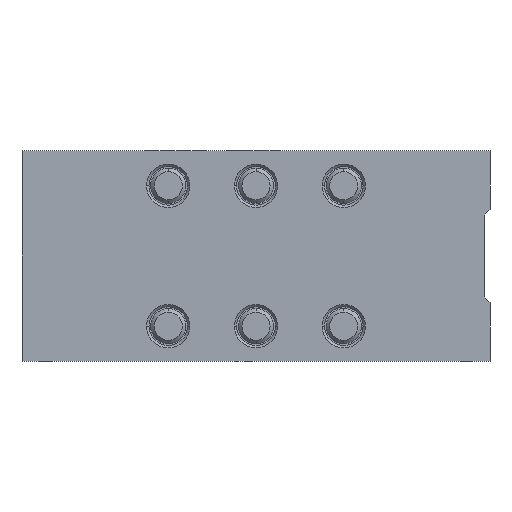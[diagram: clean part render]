
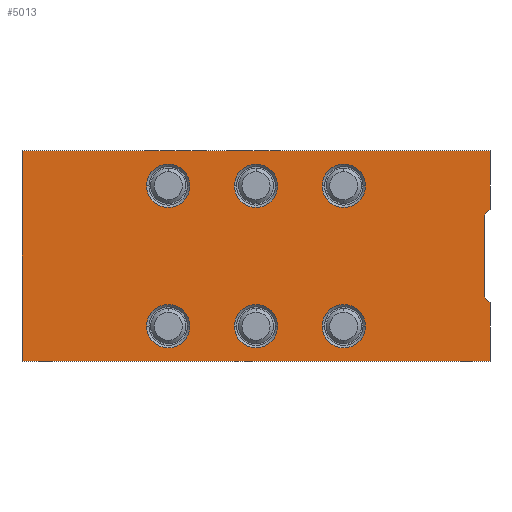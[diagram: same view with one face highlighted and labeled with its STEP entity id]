
A CAD part, front view. The second image highlights one B-rep face of the part: STEP entity #5013.
In plain terms, the highlighted planar face has unit normal (0, -1, 0).
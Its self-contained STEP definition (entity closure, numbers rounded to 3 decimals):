
#2=DIRECTION('',(-0.707,0.,0.707));
#3=VECTOR('',#2,7.071);
#4=CARTESIAN_POINT('',(200.,0.,-40.));
#5=LINE('',#4,#3);
#6=DIRECTION('',(0.,0.,-1.));
#7=VECTOR('',#6,50.);
#8=CARTESIAN_POINT('',(200.,0.,-40.));
#9=LINE('',#8,#7);
#10=DIRECTION('',(-1.,0.,0.));
#11=VECTOR('',#10,400.);
#12=CARTESIAN_POINT('',(200.,0.,-90.));
#13=LINE('',#12,#11);
#14=DIRECTION('',(0.,0.,1.));
#15=VECTOR('',#14,180.);
#16=CARTESIAN_POINT('',(-200.,0.,-90.));
#17=LINE('',#16,#15);
#18=DIRECTION('',(1.,0.,0.));
#19=VECTOR('',#18,400.);
#20=CARTESIAN_POINT('',(-200.,0.,90.));
#21=LINE('',#20,#19);
#22=DIRECTION('',(0.,0.,-1.));
#23=VECTOR('',#22,50.);
#24=CARTESIAN_POINT('',(200.,0.,90.));
#25=LINE('',#24,#23);
#26=DIRECTION('',(0.707,0.,0.707));
#27=VECTOR('',#26,7.071);
#28=CARTESIAN_POINT('',(195.,0.,35.));
#29=LINE('',#28,#27);
#30=DIRECTION('',(0.,0.,1.));
#31=VECTOR('',#30,70.);
#32=CARTESIAN_POINT('',(195.,0.,-35.));
#33=LINE('',#32,#31);
#3292=CARTESIAN_POINT('',(75.,0.,-60.));
#3293=DIRECTION('',(0.,1.,0.));
#3294=DIRECTION('',(1.,0.,0.));
#3295=AXIS2_PLACEMENT_3D('',#3292,#3293,#3294);
#3310=CARTESIAN_POINT('',(75.,0.,-60.));
#3311=DIRECTION('',(0.,1.,0.));
#3312=DIRECTION('',(-1.,0.,0.));
#3313=AXIS2_PLACEMENT_3D('',#3310,#3311,#3312);
#3374=CARTESIAN_POINT('',(75.,0.,60.));
#3375=DIRECTION('',(0.,1.,0.));
#3376=DIRECTION('',(1.,0.,0.));
#3377=AXIS2_PLACEMENT_3D('',#3374,#3375,#3376);
#3384=CARTESIAN_POINT('',(75.,0.,60.));
#3385=DIRECTION('',(0.,1.,0.));
#3386=DIRECTION('',(-1.,0.,0.));
#3387=AXIS2_PLACEMENT_3D('',#3384,#3385,#3386);
#3456=CARTESIAN_POINT('',(0.,0.,-60.));
#3457=DIRECTION('',(0.,1.,0.));
#3458=DIRECTION('',(1.,0.,0.));
#3459=AXIS2_PLACEMENT_3D('',#3456,#3457,#3458);
#3466=CARTESIAN_POINT('',(0.,0.,-60.));
#3467=DIRECTION('',(0.,1.,0.));
#3468=DIRECTION('',(-1.,0.,0.));
#3469=AXIS2_PLACEMENT_3D('',#3466,#3467,#3468);
#3538=CARTESIAN_POINT('',(0.,0.,60.));
#3539=DIRECTION('',(0.,1.,0.));
#3540=DIRECTION('',(1.,0.,0.));
#3541=AXIS2_PLACEMENT_3D('',#3538,#3539,#3540);
#3556=CARTESIAN_POINT('',(0.,0.,60.));
#3557=DIRECTION('',(0.,1.,0.));
#3558=DIRECTION('',(-1.,0.,0.));
#3559=AXIS2_PLACEMENT_3D('',#3556,#3557,#3558);
#3620=CARTESIAN_POINT('',(-75.,0.,-60.));
#3621=DIRECTION('',(0.,1.,0.));
#3622=DIRECTION('',(1.,0.,0.));
#3623=AXIS2_PLACEMENT_3D('',#3620,#3621,#3622);
#3630=CARTESIAN_POINT('',(-75.,0.,-60.));
#3631=DIRECTION('',(0.,1.,0.));
#3632=DIRECTION('',(-1.,0.,0.));
#3633=AXIS2_PLACEMENT_3D('',#3630,#3631,#3632);
#3702=CARTESIAN_POINT('',(-75.,0.,60.));
#3703=DIRECTION('',(0.,1.,0.));
#3704=DIRECTION('',(1.,0.,0.));
#3705=AXIS2_PLACEMENT_3D('',#3702,#3703,#3704);
#3712=CARTESIAN_POINT('',(-75.,0.,60.));
#3713=DIRECTION('',(0.,1.,0.));
#3714=DIRECTION('',(-1.,0.,0.));
#3715=AXIS2_PLACEMENT_3D('',#3712,#3713,#3714);
#3756=CARTESIAN_POINT('',(-200.,0.,90.));
#3757=CARTESIAN_POINT('',(200.,0.,90.));
#3758=VERTEX_POINT('',#3756);
#3759=VERTEX_POINT('',#3757);
#3760=CARTESIAN_POINT('',(200.,0.,-90.));
#3761=CARTESIAN_POINT('',(-200.,0.,-90.));
#3762=VERTEX_POINT('',#3760);
#3763=VERTEX_POINT('',#3761);
#3772=CARTESIAN_POINT('',(200.,0.,-40.));
#3773=CARTESIAN_POINT('',(195.,0.,-35.));
#3774=VERTEX_POINT('',#3772);
#3775=VERTEX_POINT('',#3773);
#3776=CARTESIAN_POINT('',(195.,0.,35.));
#3777=VERTEX_POINT('',#3776);
#3778=CARTESIAN_POINT('',(200.,0.,40.));
#3779=VERTEX_POINT('',#3778);
#3926=CARTESIAN_POINT('',(-56.5,0.,-60.));
#3927=CARTESIAN_POINT('',(-93.5,0.,-60.));
#3928=VERTEX_POINT('',#3926);
#3929=VERTEX_POINT('',#3927);
#3934=CARTESIAN_POINT('',(18.5,0.,-60.));
#3935=CARTESIAN_POINT('',(-18.5,0.,-60.));
#3936=VERTEX_POINT('',#3934);
#3937=VERTEX_POINT('',#3935);
#3942=CARTESIAN_POINT('',(56.5,0.,-60.));
#3943=CARTESIAN_POINT('',(93.5,0.,-60.));
#3944=VERTEX_POINT('',#3942);
#3945=VERTEX_POINT('',#3943);
#3950=CARTESIAN_POINT('',(93.5,0.,60.));
#3951=CARTESIAN_POINT('',(56.5,0.,60.));
#3952=VERTEX_POINT('',#3950);
#3953=VERTEX_POINT('',#3951);
#3958=CARTESIAN_POINT('',(-18.5,0.,60.));
#3959=CARTESIAN_POINT('',(18.5,0.,60.));
#3960=VERTEX_POINT('',#3958);
#3961=VERTEX_POINT('',#3959);
#3966=CARTESIAN_POINT('',(-56.5,0.,60.));
#3967=CARTESIAN_POINT('',(-93.5,0.,60.));
#3968=VERTEX_POINT('',#3966);
#3969=VERTEX_POINT('',#3967);
#4954=CARTESIAN_POINT('',(0.,0.,0.));
#4955=DIRECTION('',(0.,1.,0.));
#4956=DIRECTION('',(1.,0.,0.));
#4957=AXIS2_PLACEMENT_3D('',#4954,#4955,#4956);
#4958=PLANE('',#4957);
#4960=ORIENTED_EDGE('',*,*,#4959,.F.);
#4962=ORIENTED_EDGE('',*,*,#4961,.T.);
#4964=ORIENTED_EDGE('',*,*,#4963,.T.);
#4966=ORIENTED_EDGE('',*,*,#4965,.T.);
#4968=ORIENTED_EDGE('',*,*,#4967,.T.);
#4970=ORIENTED_EDGE('',*,*,#4969,.T.);
#4972=ORIENTED_EDGE('',*,*,#4971,.F.);
#4974=ORIENTED_EDGE('',*,*,#4973,.F.);
#4975=EDGE_LOOP('',(#4960,#4962,#4964,#4966,#4968,#4970,#4972,#4974));
#4976=FACE_OUTER_BOUND('',#4975,.F.);
#4978=ORIENTED_EDGE('',*,*,#4977,.F.);
#4980=ORIENTED_EDGE('',*,*,#4979,.F.);
#4981=EDGE_LOOP('',(#4978,#4980));
#4982=FACE_BOUND('',#4981,.F.);
#4984=ORIENTED_EDGE('',*,*,#4983,.F.);
#4986=ORIENTED_EDGE('',*,*,#4985,.F.);
#4987=EDGE_LOOP('',(#4984,#4986));
#4988=FACE_BOUND('',#4987,.F.);
#4990=ORIENTED_EDGE('',*,*,#4989,.F.);
#4992=ORIENTED_EDGE('',*,*,#4991,.F.);
#4993=EDGE_LOOP('',(#4990,#4992));
#4994=FACE_BOUND('',#4993,.F.);
#4996=ORIENTED_EDGE('',*,*,#4995,.F.);
#4998=ORIENTED_EDGE('',*,*,#4997,.F.);
#4999=EDGE_LOOP('',(#4996,#4998));
#5000=FACE_BOUND('',#4999,.F.);
#5002=ORIENTED_EDGE('',*,*,#5001,.F.);
#5004=ORIENTED_EDGE('',*,*,#5003,.F.);
#5005=EDGE_LOOP('',(#5002,#5004));
#5006=FACE_BOUND('',#5005,.F.);
#5008=ORIENTED_EDGE('',*,*,#5007,.F.);
#5010=ORIENTED_EDGE('',*,*,#5009,.F.);
#5011=EDGE_LOOP('',(#5008,#5010));
#5012=FACE_BOUND('',#5011,.F.);
#5013=ADVANCED_FACE('',(#4976,#4982,#4988,#4994,#5000,#5006,#5012),#4958,.F.);
#3296=CIRCLE('',#3295,18.5);
#3314=CIRCLE('',#3313,18.5);
#3378=CIRCLE('',#3377,18.5);
#3388=CIRCLE('',#3387,18.5);
#3460=CIRCLE('',#3459,18.5);
#3470=CIRCLE('',#3469,18.5);
#3542=CIRCLE('',#3541,18.5);
#3560=CIRCLE('',#3559,18.5);
#3624=CIRCLE('',#3623,18.5);
#3634=CIRCLE('',#3633,18.5);
#3706=CIRCLE('',#3705,18.5);
#3716=CIRCLE('',#3715,18.5);
#4959=EDGE_CURVE('',#3774,#3775,#5,.T.);
#4961=EDGE_CURVE('',#3774,#3762,#9,.T.);
#4963=EDGE_CURVE('',#3762,#3763,#13,.T.);
#4965=EDGE_CURVE('',#3763,#3758,#17,.T.);
#4967=EDGE_CURVE('',#3758,#3759,#21,.T.);
#4969=EDGE_CURVE('',#3759,#3779,#25,.T.);
#4971=EDGE_CURVE('',#3777,#3779,#29,.T.);
#4973=EDGE_CURVE('',#3775,#3777,#33,.T.);
#4977=EDGE_CURVE('',#3945,#3944,#3296,.T.);
#4979=EDGE_CURVE('',#3944,#3945,#3314,.T.);
#4983=EDGE_CURVE('',#3952,#3953,#3378,.T.);
#4985=EDGE_CURVE('',#3953,#3952,#3388,.T.);
#4989=EDGE_CURVE('',#3936,#3937,#3460,.T.);
#4991=EDGE_CURVE('',#3937,#3936,#3470,.T.);
#4995=EDGE_CURVE('',#3961,#3960,#3542,.T.);
#4997=EDGE_CURVE('',#3960,#3961,#3560,.T.);
#5001=EDGE_CURVE('',#3928,#3929,#3624,.T.);
#5003=EDGE_CURVE('',#3929,#3928,#3634,.T.);
#5007=EDGE_CURVE('',#3968,#3969,#3706,.T.);
#5009=EDGE_CURVE('',#3969,#3968,#3716,.T.);
